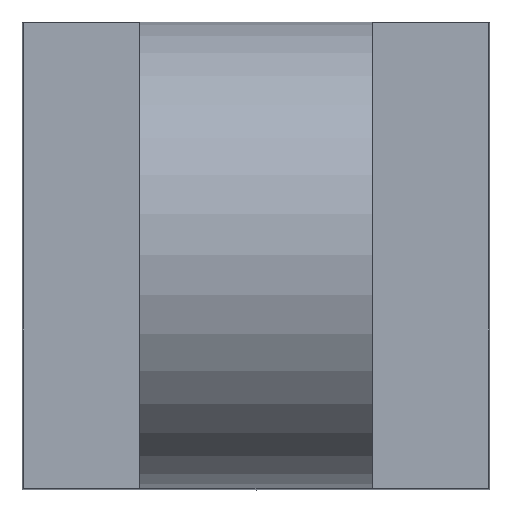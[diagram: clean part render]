
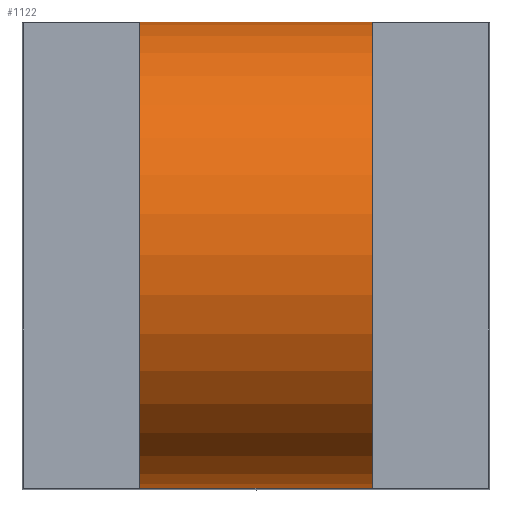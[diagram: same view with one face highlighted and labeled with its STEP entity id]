
A CAD part, top view. The second image highlights one B-rep face of the part: STEP entity #1122.
In plain terms, the highlighted cylindrical face has radius 0.036 mm (diameter 0.071 mm), a partial arc.
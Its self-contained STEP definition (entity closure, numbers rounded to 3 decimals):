
#509 = PLANE('',#510);
#510 = AXIS2_PLACEMENT_3D('',#511,#512,#513);
#511 = CARTESIAN_POINT('',(-0.036,-0.036,
    0.075));
#512 = DIRECTION('',(0.,1.,0.));
#513 = DIRECTION('',(1.,0.,0.));
#707 = PLANE('',#708);
#708 = AXIS2_PLACEMENT_3D('',#709,#710,#711);
#709 = CARTESIAN_POINT('',(0.036,0.036,0.075
    ));
#710 = DIRECTION('',(0.,-1.,0.));
#711 = DIRECTION('',(-1.,0.,0.));
#813 = PLANE('',#814);
#814 = AXIS2_PLACEMENT_3D('',#815,#816,#817);
#815 = CARTESIAN_POINT('',(-0.018,-0.036,
    0.075));
#816 = DIRECTION('',(1.,0.,0.));
#817 = DIRECTION('',(0.,1.,0.));
#832 = VERTEX_POINT('',#833);
#833 = CARTESIAN_POINT('',(-0.018,-0.036,
    0.111));
#854 = EDGE_CURVE('',#832,#855,#857,.T.);
#855 = VERTEX_POINT('',#856);
#856 = CARTESIAN_POINT('',(0.018,-0.036,
    0.111));
#857 = SURFACE_CURVE('',#858,(#862,#869),.PCURVE_S1.);
#858 = LINE('',#859,#860);
#859 = CARTESIAN_POINT('',(-0.036,-0.036,
    0.111));
#860 = VECTOR('',#861,1.);
#861 = DIRECTION('',(1.,0.,0.));
#862 = PCURVE('',#509,#863);
#863 = DEFINITIONAL_REPRESENTATION('',(#864),#868);
#864 = LINE('',#865,#866);
#865 = CARTESIAN_POINT('',(0.,-0.036));
#866 = VECTOR('',#867,1.);
#867 = DIRECTION('',(1.,0.));
#868 = ( GEOMETRIC_REPRESENTATION_CONTEXT(2) 
PARAMETRIC_REPRESENTATION_CONTEXT() REPRESENTATION_CONTEXT('2D SPACE',''
  ) );
#869 = PCURVE('',#870,#875);
#870 = CYLINDRICAL_SURFACE('',#871,0.036);
#871 = AXIS2_PLACEMENT_3D('',#872,#873,#874);
#872 = CARTESIAN_POINT('',(0.036,0.,
    0.111));
#873 = DIRECTION('',(1.,0.,0.));
#874 = DIRECTION('',(0.,0.,1.));
#875 = DEFINITIONAL_REPRESENTATION('',(#876),#880);
#876 = LINE('',#877,#878);
#877 = CARTESIAN_POINT('',(-4.712,-0.071));
#878 = VECTOR('',#879,1.);
#879 = DIRECTION('',(0.,1.));
#880 = ( GEOMETRIC_REPRESENTATION_CONTEXT(2) 
PARAMETRIC_REPRESENTATION_CONTEXT() REPRESENTATION_CONTEXT('2D SPACE',''
  ) );
#896 = PLANE('',#897);
#897 = AXIS2_PLACEMENT_3D('',#898,#899,#900);
#898 = CARTESIAN_POINT('',(0.018,-0.036,
    0.075));
#899 = DIRECTION('',(1.,0.,0.));
#900 = DIRECTION('',(0.,1.,0.));
#940 = VERTEX_POINT('',#941);
#941 = CARTESIAN_POINT('',(0.018,0.036,
    0.111));
#962 = EDGE_CURVE('',#940,#963,#965,.T.);
#963 = VERTEX_POINT('',#964);
#964 = CARTESIAN_POINT('',(-0.018,0.036,
    0.111));
#965 = SURFACE_CURVE('',#966,(#970,#977),.PCURVE_S1.);
#966 = LINE('',#967,#968);
#967 = CARTESIAN_POINT('',(0.036,0.036,
    0.111));
#968 = VECTOR('',#969,1.);
#969 = DIRECTION('',(-1.,0.,0.));
#970 = PCURVE('',#707,#971);
#971 = DEFINITIONAL_REPRESENTATION('',(#972),#976);
#972 = LINE('',#973,#974);
#973 = CARTESIAN_POINT('',(0.,-0.036));
#974 = VECTOR('',#975,1.);
#975 = DIRECTION('',(1.,0.));
#976 = ( GEOMETRIC_REPRESENTATION_CONTEXT(2) 
PARAMETRIC_REPRESENTATION_CONTEXT() REPRESENTATION_CONTEXT('2D SPACE',''
  ) );
#977 = PCURVE('',#870,#978);
#978 = DEFINITIONAL_REPRESENTATION('',(#979),#983);
#979 = LINE('',#980,#981);
#980 = CARTESIAN_POINT('',(-7.854,0.));
#981 = VECTOR('',#982,1.);
#982 = DIRECTION('',(-0.,-1.));
#983 = ( GEOMETRIC_REPRESENTATION_CONTEXT(2) 
PARAMETRIC_REPRESENTATION_CONTEXT() REPRESENTATION_CONTEXT('2D SPACE',''
  ) );
#1016 = EDGE_CURVE('',#963,#832,#1017,.T.);
#1017 = SURFACE_CURVE('',#1018,(#1023,#1030),.PCURVE_S1.);
#1018 = CIRCLE('',#1019,0.036);
#1019 = AXIS2_PLACEMENT_3D('',#1020,#1021,#1022);
#1020 = CARTESIAN_POINT('',(-0.018,0.,
    0.111));
#1021 = DIRECTION('',(1.,0.,0.));
#1022 = DIRECTION('',(0.,1.,0.));
#1023 = PCURVE('',#813,#1024);
#1024 = DEFINITIONAL_REPRESENTATION('',(#1025),#1029);
#1025 = CIRCLE('',#1026,0.036);
#1026 = AXIS2_PLACEMENT_2D('',#1027,#1028);
#1027 = CARTESIAN_POINT('',(0.036,0.036));
#1028 = DIRECTION('',(1.,0.));
#1029 = ( GEOMETRIC_REPRESENTATION_CONTEXT(2) 
PARAMETRIC_REPRESENTATION_CONTEXT() REPRESENTATION_CONTEXT('2D SPACE',''
  ) );
#1030 = PCURVE('',#870,#1031);
#1031 = DEFINITIONAL_REPRESENTATION('',(#1032),#1036);
#1032 = LINE('',#1033,#1034);
#1033 = CARTESIAN_POINT('',(-7.854,-0.053));
#1034 = VECTOR('',#1035,1.);
#1035 = DIRECTION('',(1.,-0.));
#1036 = ( GEOMETRIC_REPRESENTATION_CONTEXT(2) 
PARAMETRIC_REPRESENTATION_CONTEXT() REPRESENTATION_CONTEXT('2D SPACE',''
  ) );
#1075 = EDGE_CURVE('',#940,#855,#1076,.T.);
#1076 = SURFACE_CURVE('',#1077,(#1082,#1089),.PCURVE_S1.);
#1077 = CIRCLE('',#1078,0.036);
#1078 = AXIS2_PLACEMENT_3D('',#1079,#1080,#1081);
#1079 = CARTESIAN_POINT('',(0.018,0.,
    0.111));
#1080 = DIRECTION('',(1.,0.,0.));
#1081 = DIRECTION('',(0.,1.,0.));
#1082 = PCURVE('',#896,#1083);
#1083 = DEFINITIONAL_REPRESENTATION('',(#1084),#1088);
#1084 = CIRCLE('',#1085,0.036);
#1085 = AXIS2_PLACEMENT_2D('',#1086,#1087);
#1086 = CARTESIAN_POINT('',(0.036,0.036));
#1087 = DIRECTION('',(1.,0.));
#1088 = ( GEOMETRIC_REPRESENTATION_CONTEXT(2) 
PARAMETRIC_REPRESENTATION_CONTEXT() REPRESENTATION_CONTEXT('2D SPACE',''
  ) );
#1089 = PCURVE('',#870,#1090);
#1090 = DEFINITIONAL_REPRESENTATION('',(#1091),#1095);
#1091 = LINE('',#1092,#1093);
#1092 = CARTESIAN_POINT('',(-7.854,-0.018));
#1093 = VECTOR('',#1094,1.);
#1094 = DIRECTION('',(1.,-0.));
#1095 = ( GEOMETRIC_REPRESENTATION_CONTEXT(2) 
PARAMETRIC_REPRESENTATION_CONTEXT() REPRESENTATION_CONTEXT('2D SPACE',''
  ) );
#1122 = ADVANCED_FACE('',(#1123),#870,.T.);
#1123 = FACE_BOUND('',#1124,.F.);
#1124 = EDGE_LOOP('',(#1125,#1126,#1127,#1128));
#1125 = ORIENTED_EDGE('',*,*,#1075,.T.);
#1126 = ORIENTED_EDGE('',*,*,#854,.F.);
#1127 = ORIENTED_EDGE('',*,*,#1016,.F.);
#1128 = ORIENTED_EDGE('',*,*,#962,.F.);
